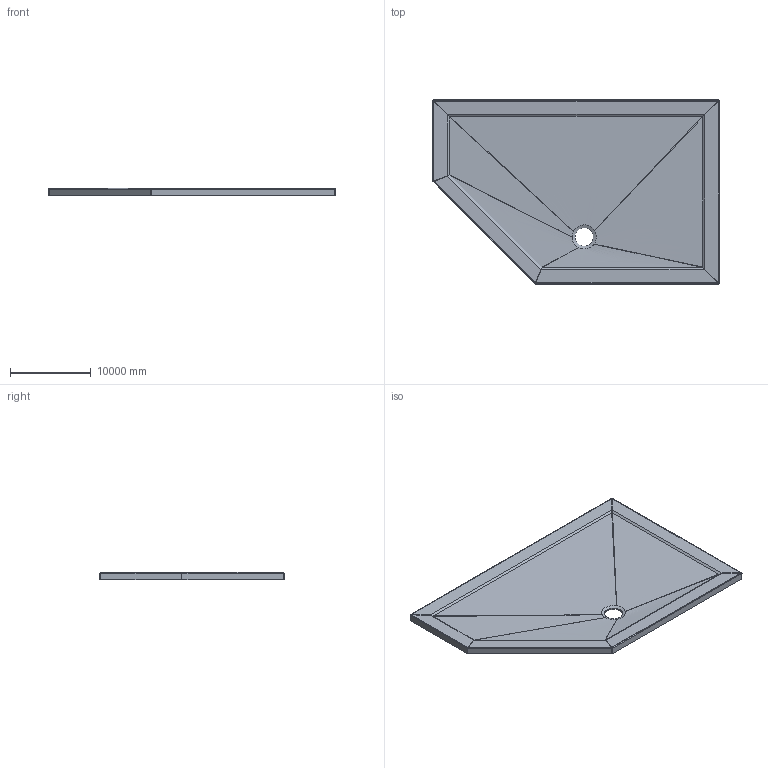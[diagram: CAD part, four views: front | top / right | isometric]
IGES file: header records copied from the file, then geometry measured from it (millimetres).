
Global section: file name: BSH1490L; native system: AutoCAD 2016 - English; preprocessor: Autodesk Translation Framework DWG producer (atf_dwg_producer); organization: unknown; date: 20170428.100341; units: inch
Bounding box: 35558.11 x 22858.11 x 889 mm (x, y, z)
Volume: 455944404863.4 mm3; surface area: 1557042972.2 mm2
Topology: 1 solids, 1 shells, 49 faces, 123 edges, 76 vertices
Faces by surface type: bspline 49
